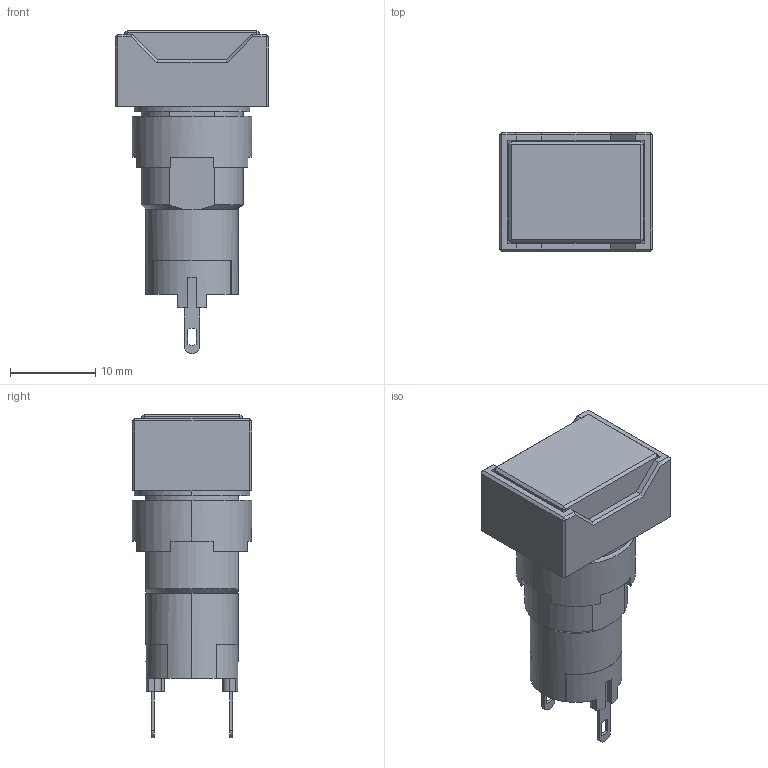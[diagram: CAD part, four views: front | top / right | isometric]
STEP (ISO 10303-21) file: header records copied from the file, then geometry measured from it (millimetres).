
FILE_DESCRIPTION (( 'STEP AP214' ), '1' );
FILE_NAME ('09_AL2H-P1(P)$.STEP', '2020-10-26T01:39:06', ( 'IDEC' ), ( 'IDEC' ), 'SwSTEP 2.0', 'SolidWorks 2019', '' );
FILE_SCHEMA (( 'AUTOMOTIVE_DESIGN' ));
Length unit declared in the file: millimetre
Products named in the file (5): A2-P-BASE; A2-BODY-H; A2-LOCK-NUT; A2-OPERATOR-H; 09_AL2H-P1(P)$
Assembly tree (4 placements, depth 2):
  09_AL2H-P1(P)$
    A2-BODY-H
    A2-OPERATOR-H
    A2-P-BASE
    A2-LOCK-NUT
Bounding box: 18 x 14 x 38 mm (x, y, z)
Volume: 4225.3 mm3; surface area: 3592 mm2
Topology: 4 solids, 4 shells, 174 faces, 455 edges, 291 vertices
Faces by surface type: plane 128, cylinder 41, cone 5
Entity records: 5518 total; most frequent: CARTESIAN_POINT 963, DIRECTION 918, ORIENTED_EDGE 910, EDGE_CURVE 455, LINE 330, VECTOR 330, AXIS2_PLACEMENT_3D 294, VERTEX_POINT 291
